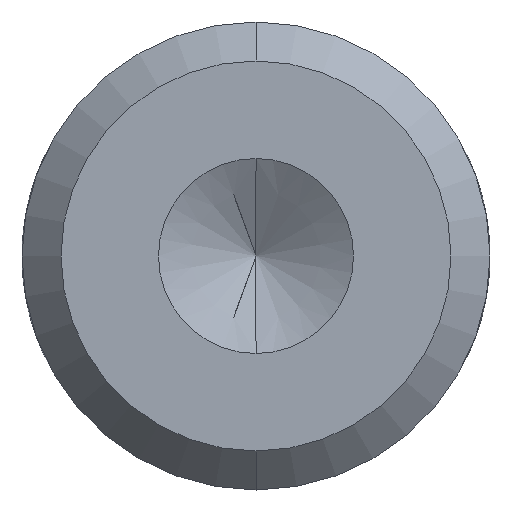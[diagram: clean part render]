
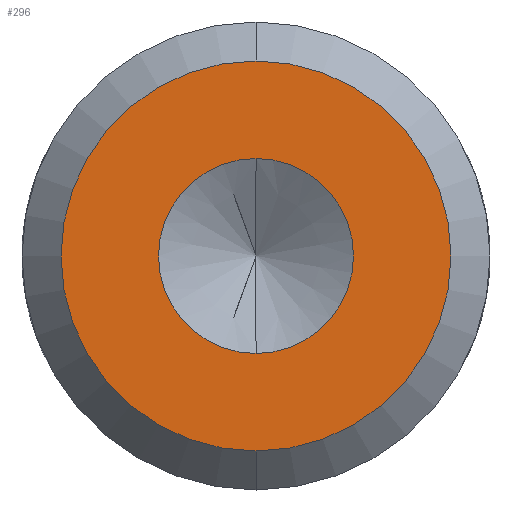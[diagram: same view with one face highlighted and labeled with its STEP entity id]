
A CAD part, front view. The second image highlights one B-rep face of the part: STEP entity #296.
In plain terms, the highlighted planar face has unit normal (0, -1, 0).
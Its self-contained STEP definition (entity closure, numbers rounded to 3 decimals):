
#34 = EDGE_CURVE ( 'NONE', #804, #698, #433, .T. ) ;
#36 = DIRECTION ( 'NONE',  ( 0., 0., -1. ) ) ;
#37 = CARTESIAN_POINT ( 'NONE',  ( 0., 0., 0. ) ) ;
#51 = VERTEX_POINT ( 'NONE', #686 ) ;
#72 = FACE_BOUND ( 'NONE', #817, .T. ) ;
#87 = VERTEX_POINT ( 'NONE', #1007 ) ;
#97 = CIRCLE ( 'NONE', #991, 2.5 ) ;
#115 = ORIENTED_EDGE ( 'NONE', *, *, #336, .T. ) ;
#122 = CIRCLE ( 'NONE', #190, 5. ) ;
#190 = AXIS2_PLACEMENT_3D ( 'NONE', #37, #821, #36 ) ;
#237 = EDGE_LOOP ( 'NONE', ( #607, #115 ) ) ;
#285 = AXIS2_PLACEMENT_3D ( 'NONE', #756, #344, #826 ) ;
#294 = EDGE_CURVE ( 'NONE', #87, #51, #122, .T. ) ;
#296 = ADVANCED_FACE ( 'NONE', ( #72, #974 ), #339, .F. ) ;
#336 = EDGE_CURVE ( 'NONE', #51, #87, #624, .T. ) ;
#339 = PLANE ( 'NONE',  #285 ) ;
#344 = DIRECTION ( 'NONE',  ( 0., 1., 0. ) ) ;
#420 = AXIS2_PLACEMENT_3D ( 'NONE', #993, #608, #767 ) ;
#428 = DIRECTION ( 'NONE',  ( 0., 0., -1. ) ) ;
#430 = CARTESIAN_POINT ( 'NONE',  ( 0., 0., 0. ) ) ;
#433 = CIRCLE ( 'NONE', #437, 2.5 ) ;
#437 = AXIS2_PLACEMENT_3D ( 'NONE', #822, #757, #983 ) ;
#514 = ORIENTED_EDGE ( 'NONE', *, *, #775, .F. ) ;
#528 = ORIENTED_EDGE ( 'NONE', *, *, #34, .F. ) ;
#607 = ORIENTED_EDGE ( 'NONE', *, *, #294, .T. ) ;
#608 = DIRECTION ( 'NONE',  ( 0., -1., 0. ) ) ;
#624 = CIRCLE ( 'NONE', #420, 5. ) ;
#686 = CARTESIAN_POINT ( 'NONE',  ( 0., 0., -5. ) ) ;
#698 = VERTEX_POINT ( 'NONE', #739 ) ;
#739 = CARTESIAN_POINT ( 'NONE',  ( 0., 0., -2.5 ) ) ;
#756 = CARTESIAN_POINT ( 'NONE',  ( 0., 0., 0. ) ) ;
#757 = DIRECTION ( 'NONE',  ( 0., -1., 0. ) ) ;
#767 = DIRECTION ( 'NONE',  ( 0., 0., -1. ) ) ;
#775 = EDGE_CURVE ( 'NONE', #698, #804, #97, .T. ) ;
#779 = CARTESIAN_POINT ( 'NONE',  ( 0., 0., 2.5 ) ) ;
#804 = VERTEX_POINT ( 'NONE', #779 ) ;
#817 = EDGE_LOOP ( 'NONE', ( #514, #528 ) ) ;
#821 = DIRECTION ( 'NONE',  ( 0., -1., 0. ) ) ;
#822 = CARTESIAN_POINT ( 'NONE',  ( 0., 0., 0. ) ) ;
#826 = DIRECTION ( 'NONE',  ( 0., 0., 1. ) ) ;
#897 = DIRECTION ( 'NONE',  ( 0., -1., 0. ) ) ;
#974 = FACE_OUTER_BOUND ( 'NONE', #237, .T. ) ;
#983 = DIRECTION ( 'NONE',  ( 0., 0., -1. ) ) ;
#991 = AXIS2_PLACEMENT_3D ( 'NONE', #430, #897, #428 ) ;
#993 = CARTESIAN_POINT ( 'NONE',  ( 0., 0., 0. ) ) ;
#1007 = CARTESIAN_POINT ( 'NONE',  ( 0., 0., 5. ) ) ;
